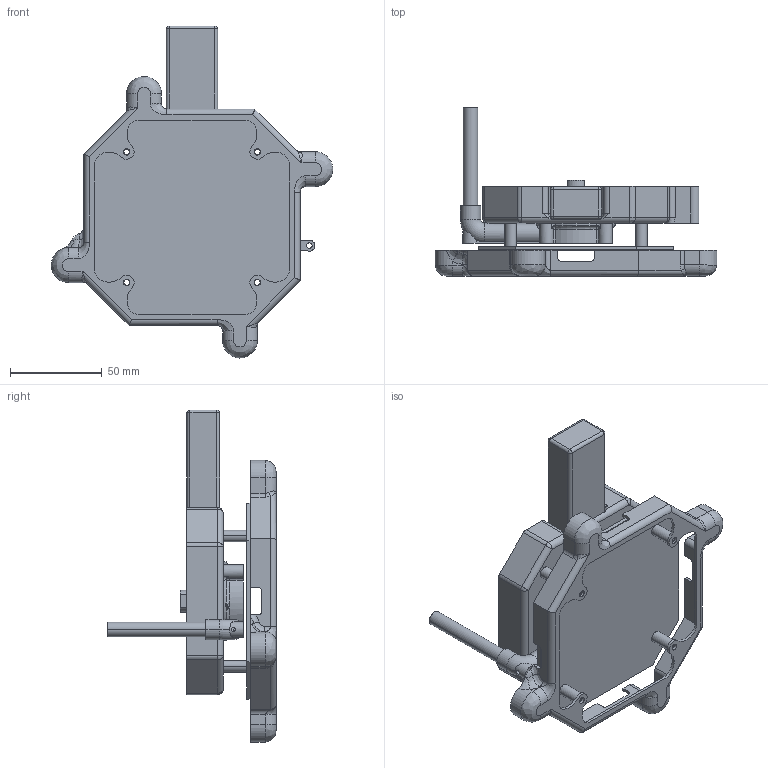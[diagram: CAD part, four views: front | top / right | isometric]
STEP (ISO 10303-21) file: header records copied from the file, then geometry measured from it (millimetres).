
FILE_DESCRIPTION((''),'2;1');
FILE_NAME('HOPPER_ASSY_ASM','2019-06-15T',('GhengisDhon_2'),(''),'PRO/ENGINEER BY PARAMETRIC TECHNOLOGY CORPORATION, 2009440','PRO/ENGINEER BY PARAMETRIC TECHNOLOGY CORPORATION, 2009440','');
FILE_SCHEMA(('CONFIG_CONTROL_DESIGN'));
Products named in the file (12): HOPPER_BASE; LOADER_HOUSING; LOADER_MOTOR_MOUNT; LOADER_BEARING_3MM; LOADER_MOTOR_POLULU; LOADER_WHEEL; LOADER_TUBE_FEEDER; STANDOFF_HALF; ELX_MAIN; BATTERY_1000MAH; HOPPER_COVER_ELX; HOPPER_ASSY_ASM
Assembly tree (18 placements, depth 2):
  HOPPER_ASSY_ASM
    HOPPER_BASE
    LOADER_HOUSING
    LOADER_MOTOR_MOUNT
    LOADER_BEARING_3MM
    LOADER_MOTOR_POLULU
    LOADER_WHEEL
    LOADER_TUBE_FEEDER
    STANDOFF_HALF  x8
    ELX_MAIN
    BATTERY_1000MAH
    HOPPER_COVER_ELX
Bounding box: 153.62 x 91.9 x 181.09 mm (x, y, z)
Volume: 137051.9 mm3; surface area: 108701.2 mm2
Topology: 18 solids, 18 shells, 697 faces, 1747 edges, 1110 vertices
Faces by surface type: cylinder 354, plane 216, bspline 72, sphere 27, torus 16, cone 12
Entity records: 25424 total; most frequent: CARTESIAN_POINT 9478, ORIENTED_EDGE 3326, DIRECTION 3249, EDGE_CURVE 1663, AXIS2_PLACEMENT_3D 1254, VERTEX_POINT 1054, EDGE_LOOP 749, VECTOR 741
